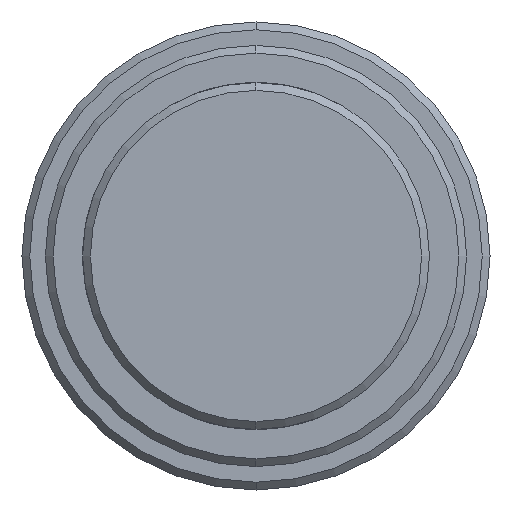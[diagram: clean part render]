
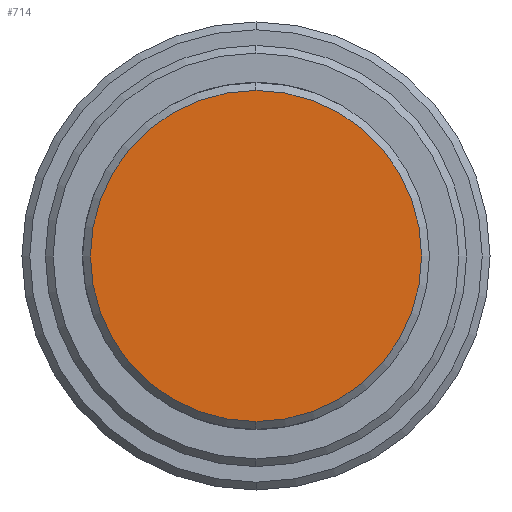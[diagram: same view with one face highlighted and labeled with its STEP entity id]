
A CAD part, left-side view. The second image highlights one B-rep face of the part: STEP entity #714.
In plain terms, the highlighted planar face has unit normal (-1, 0, 0).
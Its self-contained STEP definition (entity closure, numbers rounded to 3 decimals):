
#65 = DIRECTION ( 'NONE',  ( -1., 0., 0. ) ) ;
#125 = CARTESIAN_POINT ( 'NONE',  ( 0., 0., 0. ) ) ;
#159 = DIRECTION ( 'NONE',  ( 0., 0., -1. ) ) ;
#259 = CARTESIAN_POINT ( 'NONE',  ( 0., 0., 21.225 ) ) ;
#283 = CARTESIAN_POINT ( 'NONE',  ( 0., 0., -21.225 ) ) ;
#694 = EDGE_CURVE ( 'NONE', #1442, #1051, #781, .T. ) ;
#714 = ADVANCED_FACE ( 'NONE', ( #2825 ), #1707, .F. ) ;
#766 = CIRCLE ( 'NONE', #2112, 21.225 ) ;
#781 = CIRCLE ( 'NONE', #1166, 21.225 ) ;
#793 = DIRECTION ( 'NONE',  ( 0., 0., -1. ) ) ;
#1051 = VERTEX_POINT ( 'NONE', #283 ) ;
#1093 = DIRECTION ( 'NONE',  ( 0., 0., -1. ) ) ;
#1166 = AXIS2_PLACEMENT_3D ( 'NONE', #2800, #1224, #159 ) ;
#1224 = DIRECTION ( 'NONE',  ( -1., 0., 0. ) ) ;
#1372 = ORIENTED_EDGE ( 'NONE', *, *, #2712, .T. ) ;
#1376 = CARTESIAN_POINT ( 'NONE',  ( 0., 0., 0. ) ) ;
#1386 = ORIENTED_EDGE ( 'NONE', *, *, #694, .T. ) ;
#1442 = VERTEX_POINT ( 'NONE', #259 ) ;
#1563 = EDGE_LOOP ( 'NONE', ( #1372, #1386 ) ) ;
#1634 = AXIS2_PLACEMENT_3D ( 'NONE', #125, #1944, #793 ) ;
#1707 = PLANE ( 'NONE',  #1634 ) ;
#1944 = DIRECTION ( 'NONE',  ( 1., 0., 0. ) ) ;
#2112 = AXIS2_PLACEMENT_3D ( 'NONE', #1376, #65, #1093 ) ;
#2712 = EDGE_CURVE ( 'NONE', #1051, #1442, #766, .T. ) ;
#2800 = CARTESIAN_POINT ( 'NONE',  ( 0., 0., 0. ) ) ;
#2825 = FACE_OUTER_BOUND ( 'NONE', #1563, .T. ) ;
